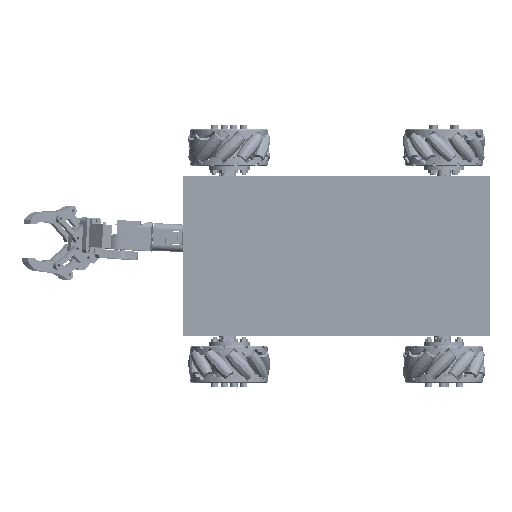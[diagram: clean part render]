
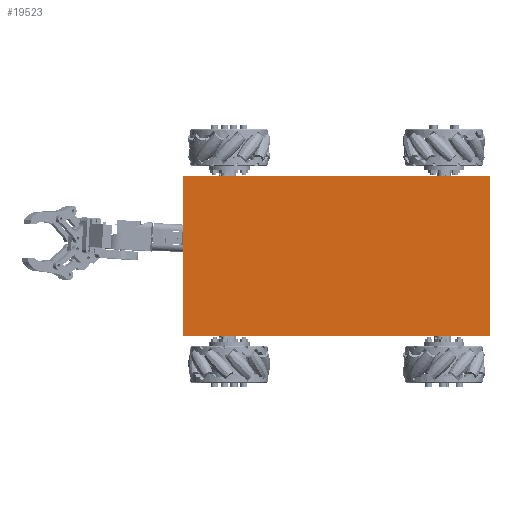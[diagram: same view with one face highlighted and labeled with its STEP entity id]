
A CAD part, front view. The second image highlights one B-rep face of the part: STEP entity #19523.
In plain terms, the highlighted planar face has unit normal (0, -1, 0).
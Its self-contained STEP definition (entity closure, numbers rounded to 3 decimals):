
#238 = VERTEX_POINT ( 'NONE', #13236 ) ;
#610 = EDGE_CURVE ( 'NONE', #238, #30783, #37688, .T. ) ;
#2493 = EDGE_CURVE ( 'NONE', #2785, #238, #47041, .T. ) ;
#2785 = VERTEX_POINT ( 'NONE', #9340 ) ;
#5189 = CARTESIAN_POINT ( 'NONE',  ( 150., 0., 78. ) ) ;
#8272 = LINE ( 'NONE', #5189, #48836 ) ;
#8446 = CARTESIAN_POINT ( 'NONE',  ( -150., 0., 78. ) ) ;
#9340 = CARTESIAN_POINT ( 'NONE',  ( 150., 0., -78. ) ) ;
#10126 = DIRECTION ( 'NONE',  ( 0., -1., 0. ) ) ;
#10967 = LINE ( 'NONE', #8446, #15766 ) ;
#13236 = CARTESIAN_POINT ( 'NONE',  ( -150., 0., -78. ) ) ;
#15766 = VECTOR ( 'NONE', #39169, 1000. ) ;
#19523 = ADVANCED_FACE ( 'NONE', ( #38603 ), #48804, .T. ) ;
#19866 = DIRECTION ( 'NONE',  ( 0., 0., 1. ) ) ;
#21690 = DIRECTION ( 'NONE',  ( 0., 0., -1. ) ) ;
#22019 = VECTOR ( 'NONE', #34713, 1000. ) ;
#22022 = CARTESIAN_POINT ( 'NONE',  ( 0., 0., 0. ) ) ;
#22630 = ORIENTED_EDGE ( 'NONE', *, *, #34581, .F. ) ;
#24671 = VERTEX_POINT ( 'NONE', #47590 ) ;
#26722 = CARTESIAN_POINT ( 'NONE',  ( -150., 0., -78. ) ) ;
#27948 = EDGE_CURVE ( 'NONE', #24671, #2785, #8272, .T. ) ;
#30783 = VERTEX_POINT ( 'NONE', #32604 ) ;
#31887 = DIRECTION ( 'NONE',  ( 0., 0., -1. ) ) ;
#32604 = CARTESIAN_POINT ( 'NONE',  ( -150., 0., 78. ) ) ;
#33561 = EDGE_LOOP ( 'NONE', ( #38101, #22630, #44846, #48352 ) ) ;
#34581 = EDGE_CURVE ( 'NONE', #30783, #24671, #10967, .T. ) ;
#34713 = DIRECTION ( 'NONE',  ( -1., 0., 0. ) ) ;
#35205 = CARTESIAN_POINT ( 'NONE',  ( -150., 0., 78. ) ) ;
#36498 = VECTOR ( 'NONE', #19866, 1000. ) ;
#36541 = AXIS2_PLACEMENT_3D ( 'NONE', #22022, #10126, #21690 ) ;
#37688 = LINE ( 'NONE', #35205, #36498 ) ;
#38101 = ORIENTED_EDGE ( 'NONE', *, *, #27948, .F. ) ;
#38603 = FACE_OUTER_BOUND ( 'NONE', #33561, .T. ) ;
#39169 = DIRECTION ( 'NONE',  ( 1., 0., 0. ) ) ;
#44846 = ORIENTED_EDGE ( 'NONE', *, *, #610, .F. ) ;
#47041 = LINE ( 'NONE', #26722, #22019 ) ;
#47590 = CARTESIAN_POINT ( 'NONE',  ( 150., 0., 78. ) ) ;
#48352 = ORIENTED_EDGE ( 'NONE', *, *, #2493, .F. ) ;
#48804 = PLANE ( 'NONE',  #36541 ) ;
#48836 = VECTOR ( 'NONE', #31887, 1000. ) ;
